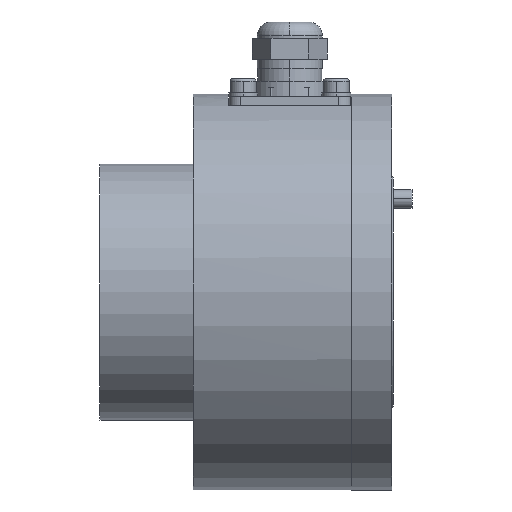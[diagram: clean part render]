
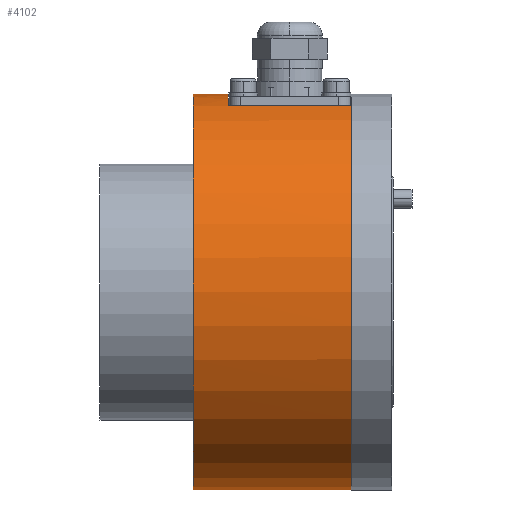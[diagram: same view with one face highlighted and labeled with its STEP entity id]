
A CAD part, front view. The second image highlights one B-rep face of the part: STEP entity #4102.
In plain terms, the highlighted cylindrical face has radius 42.5 mm (diameter 85 mm), a partial arc.
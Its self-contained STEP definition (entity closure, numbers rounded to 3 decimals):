
#2570=CARTESIAN_POINT('',(-11.5,43.825,0.0));
#2571=VERTEX_POINT('',#2570);
#2572=CARTESIAN_POINT('',(-19.0,43.825,0.0));
#2573=VERTEX_POINT('',#2572);
#2574=CARTESIAN_POINT('',(-11.5,43.825,0.0));
#2575=DIRECTION('',(-1.0,0.0,0.0));
#2576=VECTOR('',#2575,7.5);
#2577=LINE('',#2574,#2576);
#2578=EDGE_CURVE('',#2571,#2573,#2577,.T.);
#2597=CARTESIAN_POINT('',(15.0,-41.175,0.));
#2598=VERTEX_POINT('',#2597);
#2606=CARTESIAN_POINT('',(-19.0,-41.175,0.));
#2607=VERTEX_POINT('',#2606);
#2608=CARTESIAN_POINT('',(15.0,-41.175,0.));
#2609=DIRECTION('',(-1.0,0.0,0.0));
#2610=VECTOR('',#2609,34.0);
#2611=LINE('',#2608,#2610);
#2612=EDGE_CURVE('',#2598,#2607,#2611,.T.);
#4009=CARTESIAN_POINT('',(-11.5,41.325,14.361));
#4010=VERTEX_POINT('',#4009);
#4011=CARTESIAN_POINT('',(-11.5,1.325,0.0));
#4012=DIRECTION('',(-1.0,0.0,0.0));
#4013=DIRECTION('',(0.0,1.0,0.0));
#4014=AXIS2_PLACEMENT_3D('',#4011,#4012,#4013);
#4015=CIRCLE('',#4014,42.5);
#4016=EDGE_CURVE('',#4010,#2571,#4015,.T.);
#4042=CARTESIAN_POINT('',(15.0,41.325,14.361));
#4043=VERTEX_POINT('',#4042);
#4044=CARTESIAN_POINT('',(15.0,41.325,14.361));
#4045=DIRECTION('',(-1.0,0.0,0.0));
#4046=VECTOR('',#4045,26.5);
#4047=LINE('',#4044,#4046);
#4048=EDGE_CURVE('',#4043,#4010,#4047,.T.);
#4077=CARTESIAN_POINT('',(-20.7,1.325,0.0));
#4078=DIRECTION('',(1.0,0.0,0.0));
#4079=DIRECTION('',(0.0,1.0,0.0));
#4080=AXIS2_PLACEMENT_3D('',#4077,#4078,#4079);
#4081=CYLINDRICAL_SURFACE('',#4080,42.5);
#4082=ORIENTED_EDGE('',*,*,#2578,.T.);
#4083=CARTESIAN_POINT('',(-19.0,1.325,0.0));
#4084=DIRECTION('',(1.0,0.0,0.0));
#4085=DIRECTION('',(0.0,1.0,0.0));
#4086=AXIS2_PLACEMENT_3D('',#4083,#4084,#4085);
#4087=CIRCLE('',#4086,42.5);
#4088=EDGE_CURVE('',#2573,#2607,#4087,.T.);
#4089=ORIENTED_EDGE('',*,*,#4088,.T.);
#4090=ORIENTED_EDGE('',*,*,#2612,.F.);
#4091=CARTESIAN_POINT('',(15.0,1.325,0.0));
#4092=DIRECTION('',(1.0,0.0,0.0));
#4093=DIRECTION('',(0.0,1.0,0.0));
#4094=AXIS2_PLACEMENT_3D('',#4091,#4092,#4093);
#4095=CIRCLE('',#4094,42.5);
#4096=EDGE_CURVE('',#4043,#2598,#4095,.T.);
#4097=ORIENTED_EDGE('',*,*,#4096,.F.);
#4098=ORIENTED_EDGE('',*,*,#4048,.T.);
#4099=ORIENTED_EDGE('',*,*,#4016,.T.);
#4100=EDGE_LOOP('',(#4082,#4089,#4090,#4097,#4098,#4099));
#4101=FACE_OUTER_BOUND('',#4100,.T.);
#4102=ADVANCED_FACE('',(#4101),#4081,.T.);
